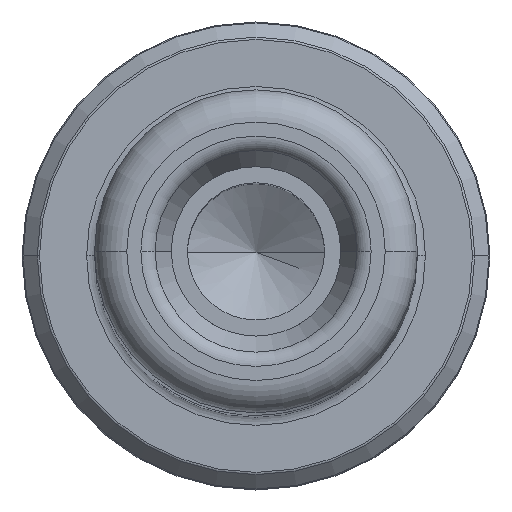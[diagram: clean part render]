
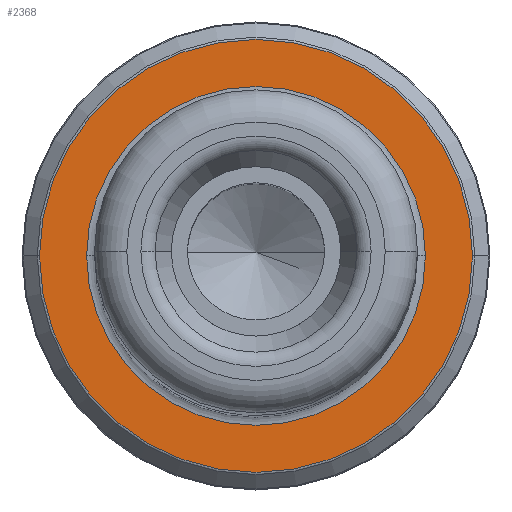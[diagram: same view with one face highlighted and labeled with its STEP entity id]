
A CAD part, top view. The second image highlights one B-rep face of the part: STEP entity #2368.
In plain terms, the highlighted planar face has unit normal (0, 0, 1).
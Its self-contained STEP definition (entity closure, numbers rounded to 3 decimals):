
#62 = DIRECTION ( 'NONE',  ( 0., 0., 1. ) ) ;
#77 = ORIENTED_EDGE ( 'NONE', *, *, #163, .T. ) ;
#137 = DIRECTION ( 'NONE',  ( 0., 0., 1. ) ) ;
#146 = CIRCLE ( 'NONE', #463, 13.417 ) ;
#163 = EDGE_CURVE ( 'NONE', #912, #3187, #2226, .T. ) ;
#204 = EDGE_CURVE ( 'NONE', #3187, #912, #146, .T. ) ;
#338 = CIRCLE ( 'NONE', #590, 10.5 ) ;
#393 = DIRECTION ( 'NONE',  ( 1., 0., 0. ) ) ;
#399 = ORIENTED_EDGE ( 'NONE', *, *, #3795, .T. ) ;
#463 = AXIS2_PLACEMENT_3D ( 'NONE', #1660, #3560, #393 ) ;
#488 = CARTESIAN_POINT ( 'NONE',  ( -13.417, 0., 20. ) ) ;
#498 = DIRECTION ( 'NONE',  ( -1., 0., 0. ) ) ;
#590 = AXIS2_PLACEMENT_3D ( 'NONE', #1111, #1739, #498 ) ;
#740 = CARTESIAN_POINT ( 'NONE',  ( -10.5, 0., 20. ) ) ;
#762 = AXIS2_PLACEMENT_3D ( 'NONE', #992, #62, #2557 ) ;
#801 = DIRECTION ( 'NONE',  ( -1., 0., 0. ) ) ;
#849 = AXIS2_PLACEMENT_3D ( 'NONE', #3535, #137, #2627 ) ;
#912 = VERTEX_POINT ( 'NONE', #3012 ) ;
#992 = CARTESIAN_POINT ( 'NONE',  ( 0., 0., 20. ) ) ;
#1111 = CARTESIAN_POINT ( 'NONE',  ( 0., 0., 20. ) ) ;
#1218 = EDGE_CURVE ( 'NONE', #1352, #3300, #338, .T. ) ;
#1315 = ORIENTED_EDGE ( 'NONE', *, *, #204, .T. ) ;
#1317 = PLANE ( 'NONE',  #762 ) ;
#1352 = VERTEX_POINT ( 'NONE', #740 ) ;
#1366 = EDGE_LOOP ( 'NONE', ( #2058, #399 ) ) ;
#1483 = CARTESIAN_POINT ( 'NONE',  ( 10.5, 0., 20. ) ) ;
#1660 = CARTESIAN_POINT ( 'NONE',  ( 0., 0., 20. ) ) ;
#1739 = DIRECTION ( 'NONE',  ( 0., 0., -1. ) ) ;
#1748 = CIRCLE ( 'NONE', #1878, 10.5 ) ;
#1878 = AXIS2_PLACEMENT_3D ( 'NONE', #3538, #3582, #801 ) ;
#2058 = ORIENTED_EDGE ( 'NONE', *, *, #1218, .T. ) ;
#2226 = CIRCLE ( 'NONE', #849, 13.417 ) ;
#2368 = ADVANCED_FACE ( 'NONE', ( #3439, #3095 ), #1317, .T. ) ;
#2557 = DIRECTION ( 'NONE',  ( 1., 0., 0. ) ) ;
#2627 = DIRECTION ( 'NONE',  ( 1., 0., 0. ) ) ;
#3012 = CARTESIAN_POINT ( 'NONE',  ( 13.417, 0., 20. ) ) ;
#3095 = FACE_OUTER_BOUND ( 'NONE', #3625, .T. ) ;
#3187 = VERTEX_POINT ( 'NONE', #488 ) ;
#3300 = VERTEX_POINT ( 'NONE', #1483 ) ;
#3439 = FACE_BOUND ( 'NONE', #1366, .T. ) ;
#3535 = CARTESIAN_POINT ( 'NONE',  ( 0., 0., 20. ) ) ;
#3538 = CARTESIAN_POINT ( 'NONE',  ( 0., 0., 20. ) ) ;
#3560 = DIRECTION ( 'NONE',  ( 0., 0., 1. ) ) ;
#3582 = DIRECTION ( 'NONE',  ( 0., 0., -1. ) ) ;
#3625 = EDGE_LOOP ( 'NONE', ( #77, #1315 ) ) ;
#3795 = EDGE_CURVE ( 'NONE', #3300, #1352, #1748, .T. ) ;
